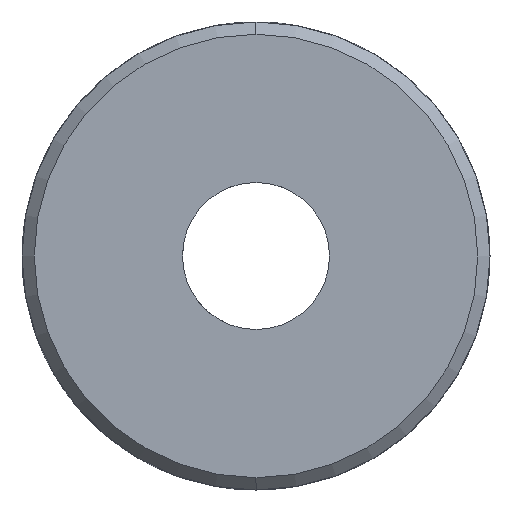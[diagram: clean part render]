
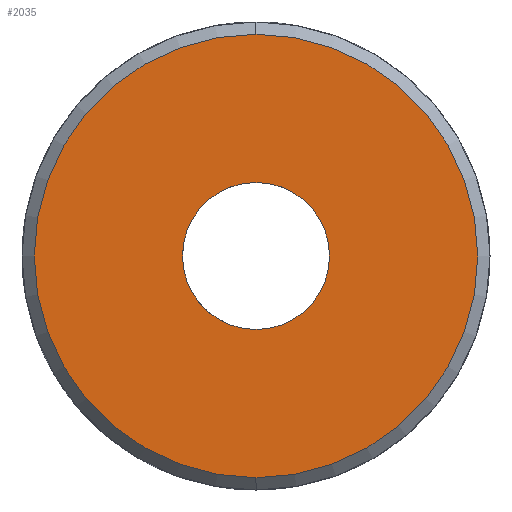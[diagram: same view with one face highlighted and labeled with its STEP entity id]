
A CAD part, left-side view. The second image highlights one B-rep face of the part: STEP entity #2035.
In plain terms, the highlighted planar face has unit normal (-1, 0, 0).
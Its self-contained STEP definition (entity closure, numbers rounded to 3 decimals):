
#82 = DIRECTION ( 'NONE',  ( 0., 0., -1. ) ) ;
#106 = CIRCLE ( 'NONE', #3621, 9.05 ) ;
#278 = EDGE_CURVE ( 'NONE', #3777, #2361, #3514, .T. ) ;
#410 = FACE_BOUND ( 'NONE', #1051, .T. ) ;
#769 = EDGE_CURVE ( 'NONE', #3153, #783, #106, .T. ) ;
#783 = VERTEX_POINT ( 'NONE', #3355 ) ;
#799 = FACE_OUTER_BOUND ( 'NONE', #2966, .T. ) ;
#1051 = EDGE_LOOP ( 'NONE', ( #2893, #3336 ) ) ;
#1218 = CIRCLE ( 'NONE', #2540, 3. ) ;
#1318 = CIRCLE ( 'NONE', #2787, 9.05 ) ;
#1569 = AXIS2_PLACEMENT_3D ( 'NONE', #5844, #5863, #5868 ) ;
#1754 = EDGE_CURVE ( 'NONE', #2361, #3777, #1218, .T. ) ;
#1986 = CARTESIAN_POINT ( 'NONE',  ( -9.55, 0., 3. ) ) ;
#2035 = ADVANCED_FACE ( 'NONE', ( #410, #799 ), #5858, .F. ) ;
#2361 = VERTEX_POINT ( 'NONE', #3662 ) ;
#2540 = AXIS2_PLACEMENT_3D ( 'NONE', #2795, #2823, #2852 ) ;
#2787 = AXIS2_PLACEMENT_3D ( 'NONE', #3794, #3762, #3746 ) ;
#2795 = CARTESIAN_POINT ( 'NONE',  ( -9.55, 0., 0. ) ) ;
#2823 = DIRECTION ( 'NONE',  ( -1., 0., 0. ) ) ;
#2849 = ORIENTED_EDGE ( 'NONE', *, *, #4741, .F. ) ;
#2852 = DIRECTION ( 'NONE',  ( 0., 0., 1. ) ) ;
#2893 = ORIENTED_EDGE ( 'NONE', *, *, #278, .F. ) ;
#2895 = ORIENTED_EDGE ( 'NONE', *, *, #769, .F. ) ;
#2966 = EDGE_LOOP ( 'NONE', ( #2849, #2895 ) ) ;
#3016 = CARTESIAN_POINT ( 'NONE',  ( -9.55, 0., 9.05 ) ) ;
#3153 = VERTEX_POINT ( 'NONE', #3016 ) ;
#3265 = DIRECTION ( 'NONE',  ( 1., 0., 0. ) ) ;
#3299 = CARTESIAN_POINT ( 'NONE',  ( -9.55, 0., 0. ) ) ;
#3336 = ORIENTED_EDGE ( 'NONE', *, *, #1754, .F. ) ;
#3355 = CARTESIAN_POINT ( 'NONE',  ( -9.55, 0., -9.05 ) ) ;
#3514 = CIRCLE ( 'NONE', #4094, 3. ) ;
#3621 = AXIS2_PLACEMENT_3D ( 'NONE', #3299, #3265, #82 ) ;
#3638 = DIRECTION ( 'NONE',  ( 0., 0., 1. ) ) ;
#3651 = DIRECTION ( 'NONE',  ( -1., 0., 0. ) ) ;
#3662 = CARTESIAN_POINT ( 'NONE',  ( -9.55, 0., -3. ) ) ;
#3665 = CARTESIAN_POINT ( 'NONE',  ( -9.55, 0., 0. ) ) ;
#3746 = DIRECTION ( 'NONE',  ( 0., 0., -1. ) ) ;
#3762 = DIRECTION ( 'NONE',  ( 1., 0., 0. ) ) ;
#3777 = VERTEX_POINT ( 'NONE', #1986 ) ;
#3794 = CARTESIAN_POINT ( 'NONE',  ( -9.55, 0., 0. ) ) ;
#4094 = AXIS2_PLACEMENT_3D ( 'NONE', #3665, #3651, #3638 ) ;
#4741 = EDGE_CURVE ( 'NONE', #783, #3153, #1318, .T. ) ;
#5844 = CARTESIAN_POINT ( 'NONE',  ( -9.55, 0., 0. ) ) ;
#5858 = PLANE ( 'NONE',  #1569 ) ;
#5863 = DIRECTION ( 'NONE',  ( 1., 0., 0. ) ) ;
#5868 = DIRECTION ( 'NONE',  ( 0., 0., -1. ) ) ;
